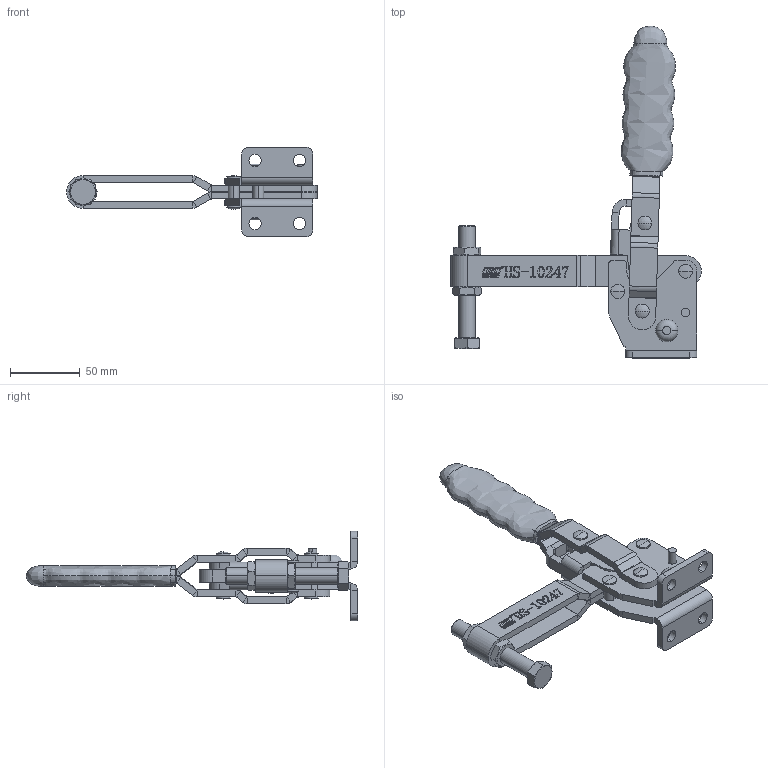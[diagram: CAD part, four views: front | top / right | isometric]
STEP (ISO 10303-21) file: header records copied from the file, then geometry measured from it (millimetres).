
FILE_DESCRIPTION (( 'STEP AP203' ), '1' );
FILE_NAME ('HS-10247装配体.STEP', '2018-12-07T01:48:18', ( 'PCOS' ), ( '微软中国' ), 'SwSTEP 2.0', 'SolidWorks 2012', '' );
FILE_SCHEMA (( 'CONFIG_CONTROL_DESIGN' ));
Length unit declared in the file: millimetre
Products named in the file (13): HS-10247蚾饜极; 蟀裝; 酗种; 傻种; 眻忒參蚾饜极; 眻忒梟; 眻忒參; U倰揤參蚾饜极; hex thin nuts-grades ab-chamfered gb_GB_FASTENER_NUT_STNAB M12-N; hexagon head bolts-full thread gb_GB_FASTENER_BOLT_STBAB A M12X80-C; U倰揤參; 楊擘菁釱酘; 楊擘菁釱衵
Assembly tree (17 placements, depth 3):
  HS-10247蚾饜极
    楊擘菁釱衵
    楊擘菁釱酘
    U倰揤參蚾饜极
      U倰揤參
      hexagon head bolts-full thread gb_GB_FASTENER_BOLT_STBAB A M12X80-C
      hex thin nuts-grades ab-chamfered gb_GB_FASTENER_NUT_STNAB M12-N  x2
    眻忒參蚾饜极
      眻忒參
      眻忒梟  x2
    傻种  x3
    酗种  x2
    蟀裝
Bounding box: 179.25 x 237.41 x 64.2 mm (x, y, z)
Volume: 185310.2 mm3; surface area: 96100 mm2
Topology: 15 solids, 15 shells, 782 faces, 1949 edges, 1238 vertices
Faces by surface type: plane 414, cylinder 192, bspline 128, cone 26, sphere 20, torus 2
Entity records: 30187 total; most frequent: CARTESIAN_POINT 12986, ORIENTED_EDGE 3422, DIRECTION 2917, EDGE_CURVE 1711, VERTEX_POINT 1096, VECTOR 1065, LINE 1065, AXIS2_PLACEMENT_3D 926
